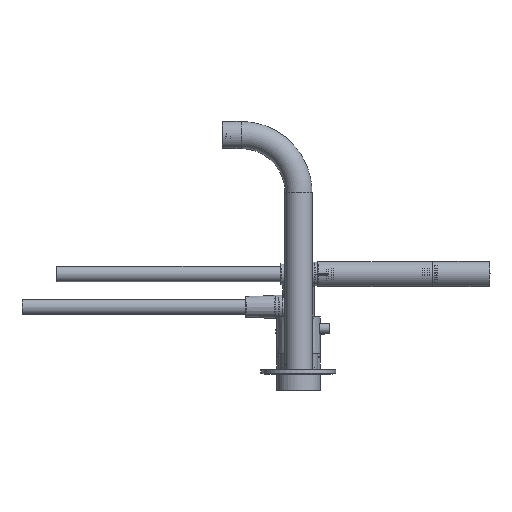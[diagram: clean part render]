
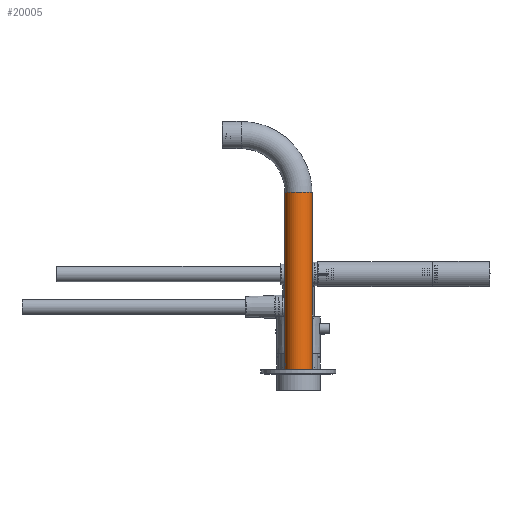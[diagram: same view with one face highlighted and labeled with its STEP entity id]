
A CAD part, front view. The second image highlights one B-rep face of the part: STEP entity #20005.
In plain terms, the highlighted cylindrical face has radius 13 mm (diameter 26 mm), a full revolution.
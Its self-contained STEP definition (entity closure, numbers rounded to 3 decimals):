
#937=CYLINDRICAL_SURFACE('',#21987,13.);
#1356=B_SPLINE_CURVE_WITH_KNOTS('',3,(#35439,#35440,#35441,#35442,#35443,
#35444,#35445,#35446,#35447,#35448,#35449),.UNSPECIFIED.,.T.,.F.,(1,1,1,
1,1,1,1,1,1,1,1,1,1,1,1),(-0.004,-0.003,-0.001,
0.,0.001,0.003,0.004,
0.006,0.007,0.009,0.01,
0.012,0.013,0.015,0.016),
 .UNSPECIFIED.);
#2048=CIRCLE('',#21988,13.);
#2049=CIRCLE('',#21989,13.);
#5735=ORIENTED_EDGE('',*,*,#8524,.T.);
#5736=ORIENTED_EDGE('',*,*,#8525,.T.);
#5737=ORIENTED_EDGE('',*,*,#8526,.F.);
#8524=EDGE_CURVE('',#10331,#10331,#2048,.T.);
#8525=EDGE_CURVE('',#10332,#10332,#1356,.T.);
#8526=EDGE_CURVE('',#10333,#10333,#2049,.T.);
#10331=VERTEX_POINT('',#35438);
#10332=VERTEX_POINT('',#35450);
#10333=VERTEX_POINT('',#35452);
#14097=EDGE_LOOP('',(#5735));
#14098=EDGE_LOOP('',(#5736));
#14099=EDGE_LOOP('',(#5737));
#15786=FACE_BOUND('',#14097,.T.);
#15787=FACE_BOUND('',#14098,.T.);
#15788=FACE_BOUND('',#14099,.T.);
#20005=ADVANCED_FACE('',(#15786,#15787,#15788),#937,.T.);
#21987=AXIS2_PLACEMENT_3D('',#35436,#26311,#26312);
#21988=AXIS2_PLACEMENT_3D('',#35437,#26313,#26314);
#21989=AXIS2_PLACEMENT_3D('',#35451,#26315,#26316);
#26311=DIRECTION('',(0.,0.,-1.));
#26312=DIRECTION('',(-1.,0.,0.));
#26313=DIRECTION('',(0.,0.,1.));
#26314=DIRECTION('',(1.,0.,0.));
#26315=DIRECTION('',(0.,0.,1.));
#26316=DIRECTION('',(1.,0.,0.));
#35436=CARTESIAN_POINT('',(0.,0.,170.));
#35437=CARTESIAN_POINT('',(0.,0.,0.2));
#35438=CARTESIAN_POINT('',(13.,0.,0.2));
#35439=CARTESIAN_POINT('',(12.935,1.442,3.566));
#35440=CARTESIAN_POINT('',(13.032,0.,2.986));
#35441=CARTESIAN_POINT('',(12.935,-1.442,3.565));
#35442=CARTESIAN_POINT('',(12.834,-2.053,5.001));
#35443=CARTESIAN_POINT('',(12.935,-1.441,6.434));
#35444=CARTESIAN_POINT('',(13.032,-0.002,7.014));
#35445=CARTESIAN_POINT('',(12.935,1.441,6.435));
#35446=CARTESIAN_POINT('',(12.834,2.053,5.001));
#35447=CARTESIAN_POINT('',(12.935,1.442,3.566));
#35448=CARTESIAN_POINT('',(13.032,0.,2.986));
#35449=CARTESIAN_POINT('',(12.935,-1.442,3.565));
#35450=CARTESIAN_POINT('',(13.,0.,3.179));
#35451=CARTESIAN_POINT('',(0.,0.,170.));
#35452=CARTESIAN_POINT('',(13.,0.,170.));
